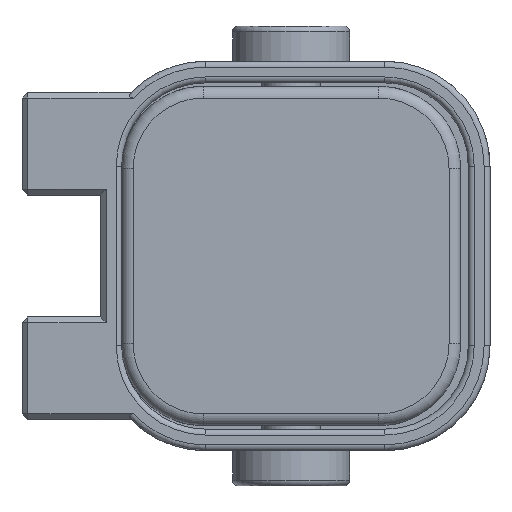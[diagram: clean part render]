
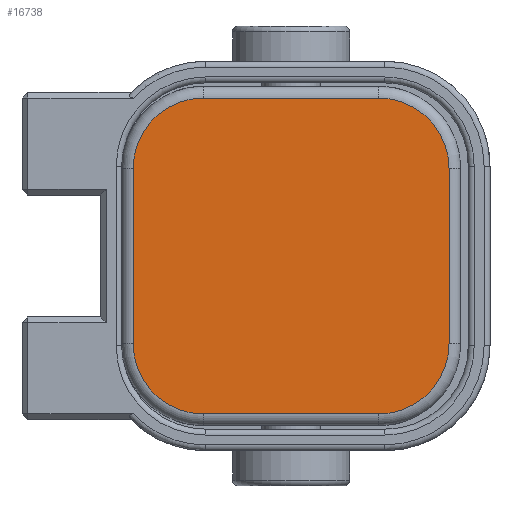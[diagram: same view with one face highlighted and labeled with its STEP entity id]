
A CAD part, front view. The second image highlights one B-rep face of the part: STEP entity #16738.
In plain terms, the highlighted face is planar.
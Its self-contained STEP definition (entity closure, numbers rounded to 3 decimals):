
#614=PLANE('',#18523);
#2449=LINE('',#40428,#3641);
#2450=LINE('',#40432,#3642);
#2453=LINE('',#40448,#3645);
#2454=LINE('',#40452,#3646);
#3641=VECTOR('',#22999,1.);
#3642=VECTOR('',#23004,1.);
#3645=VECTOR('',#23027,1.);
#3646=VECTOR('',#23032,1.);
#5063=FACE_OUTER_BOUND('',#6121,.T.);
#6121=EDGE_LOOP('',(#15553,#15554,#15555,#15556,#15557,#15558,#15559,#15560));
#6823=CIRCLE('',#18501,6.);
#6827=CIRCLE('',#18510,6.);
#6829=CIRCLE('',#18513,6.);
#6832=CIRCLE('',#18519,6.);
#8263=VERTEX_POINT('',#40420);
#8264=VERTEX_POINT('',#40422);
#8265=VERTEX_POINT('',#40426);
#8266=VERTEX_POINT('',#40430);
#8267=VERTEX_POINT('',#40438);
#8268=VERTEX_POINT('',#40442);
#8269=VERTEX_POINT('',#40446);
#8270=VERTEX_POINT('',#40450);
#10691=EDGE_CURVE('',#8263,#8264,#6823,.T.);
#10693=EDGE_CURVE('',#8265,#8263,#2449,.T.);
#10695=EDGE_CURVE('',#8264,#8266,#2450,.T.);
#10699=EDGE_CURVE('',#8267,#8265,#6827,.T.);
#10701=EDGE_CURVE('',#8266,#8268,#6829,.T.);
#10703=EDGE_CURVE('',#8269,#8267,#2453,.T.);
#10705=EDGE_CURVE('',#8268,#8270,#2454,.T.);
#10706=EDGE_CURVE('',#8270,#8269,#6832,.T.);
#15553=ORIENTED_EDGE('',*,*,#10701,.T.);
#15554=ORIENTED_EDGE('',*,*,#10705,.T.);
#15555=ORIENTED_EDGE('',*,*,#10706,.T.);
#15556=ORIENTED_EDGE('',*,*,#10703,.T.);
#15557=ORIENTED_EDGE('',*,*,#10699,.T.);
#15558=ORIENTED_EDGE('',*,*,#10693,.T.);
#15559=ORIENTED_EDGE('',*,*,#10691,.T.);
#15560=ORIENTED_EDGE('',*,*,#10695,.T.);
#16738=ADVANCED_FACE('',(#5063),#614,.T.);
#18501=AXIS2_PLACEMENT_3D('',#40424,#22993,#22994);
#18510=AXIS2_PLACEMENT_3D('',#40440,#23015,#23016);
#18513=AXIS2_PLACEMENT_3D('',#40444,#23021,#23022);
#18519=AXIS2_PLACEMENT_3D('',#40454,#23035,#23036);
#18523=AXIS2_PLACEMENT_3D('',#40459,#23043,#23044);
#22993=DIRECTION('center_axis',(0.,0.,-1.));
#22994=DIRECTION('ref_axis',(0.,1.,0.));
#22999=DIRECTION('',(1.,0.,0.));
#23004=DIRECTION('',(0.,-1.,0.));
#23015=DIRECTION('center_axis',(0.,0.,-1.));
#23016=DIRECTION('ref_axis',(-1.,0.,0.));
#23021=DIRECTION('center_axis',(0.,0.,-1.));
#23022=DIRECTION('ref_axis',(1.,0.,0.));
#23027=DIRECTION('',(0.,1.,0.));
#23032=DIRECTION('',(-1.,0.,0.));
#23035=DIRECTION('center_axis',(0.,0.,-1.));
#23036=DIRECTION('ref_axis',(0.,-1.,0.));
#23043=DIRECTION('center_axis',(0.,0.,-1.));
#23044=DIRECTION('ref_axis',(-1.,0.,0.));
#40420=CARTESIAN_POINT('',(7.5,13.5,0.));
#40422=CARTESIAN_POINT('',(13.5,7.5,0.));
#40424=CARTESIAN_POINT('Origin',(7.5,7.5,0.));
#40426=CARTESIAN_POINT('',(-7.5,13.5,0.));
#40428=CARTESIAN_POINT('',(-7.5,13.5,0.));
#40430=CARTESIAN_POINT('',(13.5,-7.5,0.));
#40432=CARTESIAN_POINT('',(13.5,7.5,0.));
#40438=CARTESIAN_POINT('',(-13.5,7.5,0.));
#40440=CARTESIAN_POINT('Origin',(-7.5,7.5,0.));
#40442=CARTESIAN_POINT('',(7.5,-13.5,0.));
#40444=CARTESIAN_POINT('Origin',(7.5,-7.5,0.));
#40446=CARTESIAN_POINT('',(-13.5,-7.5,0.));
#40448=CARTESIAN_POINT('',(-13.5,-7.5,0.));
#40450=CARTESIAN_POINT('',(-7.5,-13.5,0.));
#40452=CARTESIAN_POINT('',(7.5,-13.5,0.));
#40454=CARTESIAN_POINT('Origin',(-7.5,-7.5,0.));
#40459=CARTESIAN_POINT('Origin',(0.,0.,0.));
